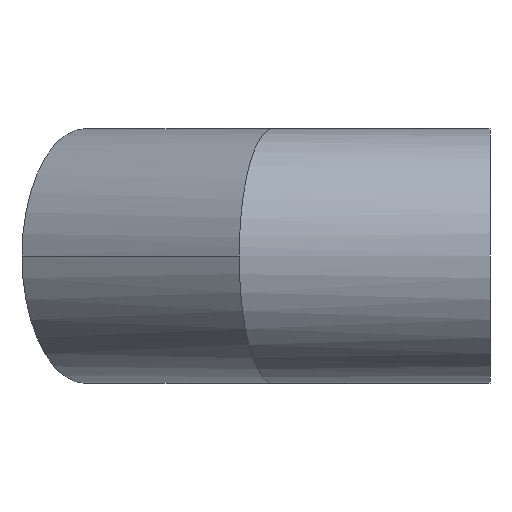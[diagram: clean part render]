
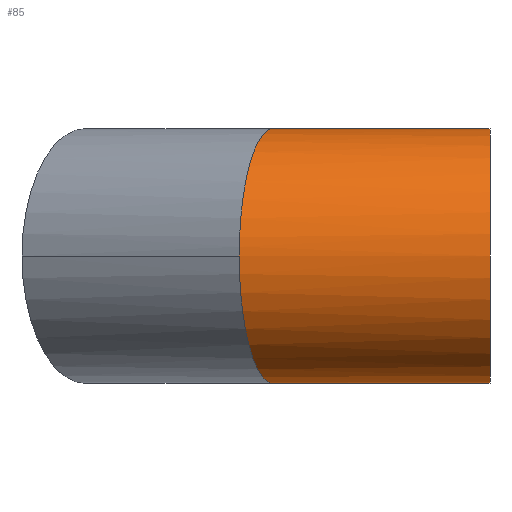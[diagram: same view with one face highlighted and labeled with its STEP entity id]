
A CAD part, left-side view. The second image highlights one B-rep face of the part: STEP entity #85.
In plain terms, the highlighted cylindrical face has radius 140 mm (diameter 280 mm), a partial arc.
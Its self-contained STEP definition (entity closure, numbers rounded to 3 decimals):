
#1 = LINE ( 'NONE', #327, #114 ) ;
#5 = DIRECTION ( 'NONE',  ( 0., 0., 1. ) ) ;
#8 = VERTEX_POINT ( 'NONE', #232 ) ;
#16 = CARTESIAN_POINT ( 'NONE',  ( -140., 275.452, -82.01 ) ) ;
#45 = ORIENTED_EDGE ( 'NONE', *, *, #222, .T. ) ;
#48 = CARTESIAN_POINT ( 'NONE',  ( 0., 237.939, -140. ) ) ;
#53 = EDGE_CURVE ( 'NONE', #194, #286, #281, .T. ) ;
#56 = VECTOR ( 'NONE', #300, 1000. ) ;
#57 = DIRECTION ( 'NONE',  ( 0., 0., 1. ) ) ;
#62 = CARTESIAN_POINT ( 'NONE',  ( -82.01, 259.913, 140. ) ) ;
#63 = ORIENTED_EDGE ( 'NONE', *, *, #53, .T. ) ;
#78 = CARTESIAN_POINT ( 'NONE',  ( 0., 0., 0. ) ) ;
#79 = ORIENTED_EDGE ( 'NONE', *, *, #277, .F. ) ;
#83 = AXIS2_PLACEMENT_3D ( 'NONE', #78, #200, #5 ) ;
#85 = ADVANCED_FACE ( 'NONE', ( #307 ), #251, .T. ) ;
#104 = CARTESIAN_POINT ( 'NONE',  ( -140., 275.452, 0. ) ) ;
#105 = CARTESIAN_POINT ( 'NONE',  ( -140., 275.452, 0. ) ) ;
#109 =( BOUNDED_CURVE ( )  B_SPLINE_CURVE ( 3, ( #361, #62, #329, #176 ),
 .UNSPECIFIED., .F., .T. ) 
 B_SPLINE_CURVE_WITH_KNOTS ( ( 4, 4 ),
 ( 4.712, 6.283 ),
 .UNSPECIFIED. ) 
 CURVE ( )  GEOMETRIC_REPRESENTATION_ITEM ( )  RATIONAL_B_SPLINE_CURVE ( ( 1., 0.805, 0.805, 1. ) ) 
 REPRESENTATION_ITEM ( '' )  );
#113 = DIRECTION ( 'NONE',  ( 0., 1., 0. ) ) ;
#114 = VECTOR ( 'NONE', #113, 1000. ) ;
#135 = AXIS2_PLACEMENT_3D ( 'NONE', #142, #239, #57 ) ;
#142 = CARTESIAN_POINT ( 'NONE',  ( 0., 0., 0. ) ) ;
#156 = ORIENTED_EDGE ( 'NONE', *, *, #317, .T. ) ;
#171 = VERTEX_POINT ( 'NONE', #373 ) ;
#174 = CARTESIAN_POINT ( 'NONE',  ( 0., 237.939, -140. ) ) ;
#176 = CARTESIAN_POINT ( 'NONE',  ( -140., 275.452, 0. ) ) ;
#179 = VERTEX_POINT ( 'NONE', #303 ) ;
#194 = VERTEX_POINT ( 'NONE', #104 ) ;
#200 = DIRECTION ( 'NONE',  ( 0., 1., 0. ) ) ;
#222 = EDGE_CURVE ( 'NONE', #179, #8, #1, .T. ) ;
#232 = CARTESIAN_POINT ( 'NONE',  ( 0., 237.939, 140. ) ) ;
#239 = DIRECTION ( 'NONE',  ( 0., 1., 0. ) ) ;
#244 = LINE ( 'NONE', #364, #56 ) ;
#251 = CYLINDRICAL_SURFACE ( 'NONE', #83, 140. ) ;
#260 = CIRCLE ( 'NONE', #135, 140. ) ;
#268 = EDGE_CURVE ( 'NONE', #8, #194, #109, .T. ) ;
#275 = EDGE_LOOP ( 'NONE', ( #79, #156, #45, #335, #63 ) ) ;
#277 = EDGE_CURVE ( 'NONE', #171, #286, #244, .T. ) ;
#281 =( BOUNDED_CURVE ( )  B_SPLINE_CURVE ( 3, ( #105, #16, #376, #48 ),
 .UNSPECIFIED., .F., .T. ) 
 B_SPLINE_CURVE_WITH_KNOTS ( ( 4, 4 ),
 ( 0., 1.571 ),
 .UNSPECIFIED. ) 
 CURVE ( )  GEOMETRIC_REPRESENTATION_ITEM ( )  RATIONAL_B_SPLINE_CURVE ( ( 1., 0.805, 0.805, 1. ) ) 
 REPRESENTATION_ITEM ( '' )  );
#286 = VERTEX_POINT ( 'NONE', #174 ) ;
#300 = DIRECTION ( 'NONE',  ( 0., 1., 0. ) ) ;
#303 = CARTESIAN_POINT ( 'NONE',  ( 0., 0., 140. ) ) ;
#307 = FACE_OUTER_BOUND ( 'NONE', #275, .T. ) ;
#317 = EDGE_CURVE ( 'NONE', #171, #179, #260, .T. ) ;
#327 = CARTESIAN_POINT ( 'NONE',  ( 0., 0., 140. ) ) ;
#329 = CARTESIAN_POINT ( 'NONE',  ( -140., 275.452, 82.01 ) ) ;
#335 = ORIENTED_EDGE ( 'NONE', *, *, #268, .T. ) ;
#361 = CARTESIAN_POINT ( 'NONE',  ( 0., 237.939, 140. ) ) ;
#364 = CARTESIAN_POINT ( 'NONE',  ( 0., 0., -140. ) ) ;
#373 = CARTESIAN_POINT ( 'NONE',  ( 0., 0., -140. ) ) ;
#376 = CARTESIAN_POINT ( 'NONE',  ( -82.01, 259.913, -140. ) ) ;
